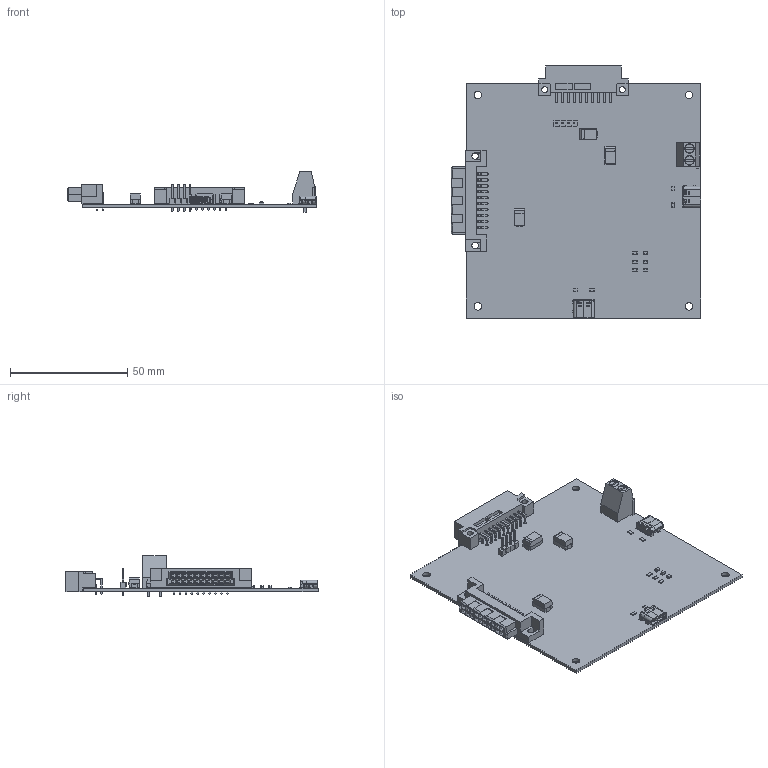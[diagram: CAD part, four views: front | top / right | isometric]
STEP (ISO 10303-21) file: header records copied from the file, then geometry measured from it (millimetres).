
FILE_DESCRIPTION(('KiCad electronic assembly'),'2;1');
FILE_NAME('device_test-3D.step','2025-04-25T15:00:10',('Pcbnew'),( 'Kicad'),'Open CASCADE STEP processor 7.6','KiCad to STEP converter' ,'Unknown');
FILE_SCHEMA(('AUTOMOTIVE_DESIGN { 1 0 10303 214 1 1 1 1 }'));
Length unit declared in the file: millimetre
Products named in the file (10): device_test-3D 1; USB_C_Receptacle_GCT_USB4105-xx-A_16P_TopMnt_Horizontal; PinHeader_1x04_P2.54mm_Vertical; CP_EIA-7343-43_Kemet-X; PCN10C-20S-2.54DS; LED_0805_2012Metric; R_0805_2012Metric; TerminalBlock_Phoenix_MKDS-1,5-2-5.08_1x02_P5.08mm_Horizontal; PCN10-20P-2.54DS; kibot_i4i2i1ef_PCB
Assembly tree (20 placements, depth 2):
  device_test-3D 1
    USB_C_Receptacle_GCT_USB4105-xx-A_16P_TopMnt_Horizontal  x2
    PinHeader_1x04_P2.54mm_Vertical
    CP_EIA-7343-43_Kemet-X  x3
    PCN10C-20S-2.54DS
    LED_0805_2012Metric  x3
    R_0805_2012Metric  x7
    TerminalBlock_Phoenix_MKDS-1,5-2-5.08_1x02_P5.08mm_Horizontal
    PCN10-20P-2.54DS
    kibot_i4i2i1ef_PCB
Bounding box: 106.35 x 107.39 x 17.3 mm (x, y, z)
Volume: 21304.5 mm3; surface area: 29724.2 mm2
Topology: 90 solids, 90 shells, 3173 faces, 7972 edges, 5062 vertices
Faces by surface type: plane 2631, cylinder 481, bspline 35, cone 16, revolution 10
Full cylindrical faces by diameter (mm): 0.5 x4, 0.65 x4, 1 x44, 1.3 x2, 2.85 x4, 3.2 x4, 3.8 x2, 4 x2
Entity records: 65197 total; most frequent: CARTESIAN_POINT 12473, ORIENTED_EDGE 10908, DIRECTION 10360, EDGE_CURVE 5454, LINE 4812, VECTOR 4812, VERTEX_POINT 3450, AXIS2_PLACEMENT_3D 2769
